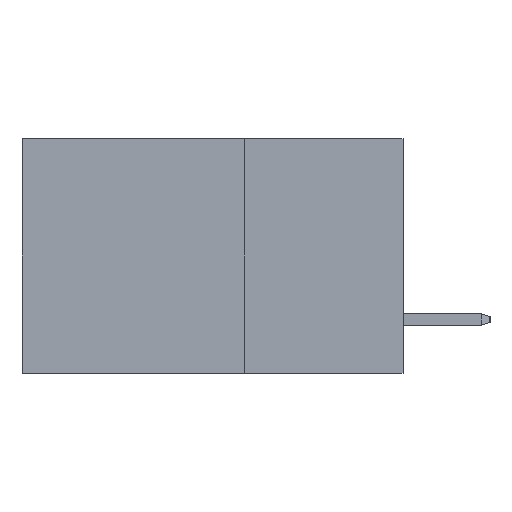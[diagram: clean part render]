
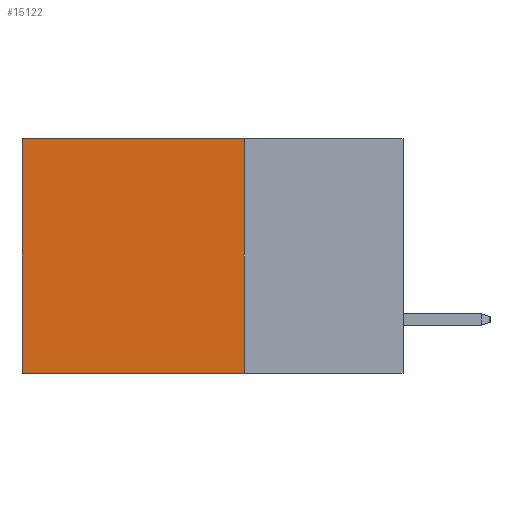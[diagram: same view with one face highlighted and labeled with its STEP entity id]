
A CAD part, left-side view. The second image highlights one B-rep face of the part: STEP entity #15122.
In plain terms, the highlighted planar face has unit normal (-1, 0, 0).
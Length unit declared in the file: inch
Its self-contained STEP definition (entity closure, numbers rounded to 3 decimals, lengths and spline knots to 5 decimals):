
#574 = EDGE_CURVE ( 'NONE', #17263, #13081, #10212, .T. ) ;
#1104 = ORIENTED_EDGE ( 'NONE', *, *, #13293, .T. ) ;
#1850 = DIRECTION ( 'NONE',  ( 0., 1., 0. ) ) ;
#3292 = ORIENTED_EDGE ( 'NONE', *, *, #574, .F. ) ;
#3597 = CARTESIAN_POINT ( 'NONE',  ( 0.2875, 0.6, 0. ) ) ;
#4972 = ORIENTED_EDGE ( 'NONE', *, *, #16533, .F. ) ;
#5247 = EDGE_LOOP ( 'NONE', ( #6936, #4972, #3292, #1104 ) ) ;
#5487 = CARTESIAN_POINT ( 'NONE',  ( 0.2875, 0.25, -0.37 ) ) ;
#6272 = CARTESIAN_POINT ( 'NONE',  ( 0.2875, 0.25, 0. ) ) ;
#6417 = VECTOR ( 'NONE', #7804, 39.37008 ) ;
#6936 = ORIENTED_EDGE ( 'NONE', *, *, #11014, .T. ) ;
#6943 = DIRECTION ( 'NONE',  ( 0., 0., -1. ) ) ;
#7804 = DIRECTION ( 'NONE',  ( 0., 0., -1. ) ) ;
#8059 = AXIS2_PLACEMENT_3D ( 'NONE', #6272, #8662, #11588 ) ;
#8588 = CARTESIAN_POINT ( 'NONE',  ( 0.2875, 0.25, 0. ) ) ;
#8662 = DIRECTION ( 'NONE',  ( 1., 0., 0. ) ) ;
#9453 = DIRECTION ( 'NONE',  ( 0., 1., 0. ) ) ;
#9925 = LINE ( 'NONE', #8588, #15339 ) ;
#10212 = LINE ( 'NONE', #15582, #6417 ) ;
#10282 = CARTESIAN_POINT ( 'NONE',  ( 0.2875, 0.25, -0.37 ) ) ;
#10487 = VERTEX_POINT ( 'NONE', #16801 ) ;
#10758 = LINE ( 'NONE', #10927, #12384 ) ;
#10927 = CARTESIAN_POINT ( 'NONE',  ( 0.2875, 0.6, 0. ) ) ;
#11014 = EDGE_CURVE ( 'NONE', #16964, #10487, #10758, .T. ) ;
#11588 = DIRECTION ( 'NONE',  ( 0., 0., -1. ) ) ;
#12384 = VECTOR ( 'NONE', #6943, 39.37008 ) ;
#12721 = PLANE ( 'NONE',  #8059 ) ;
#12887 = VECTOR ( 'NONE', #9453, 39.37008 ) ;
#12892 = FACE_OUTER_BOUND ( 'NONE', #5247, .T. ) ;
#13081 = VERTEX_POINT ( 'NONE', #5487 ) ;
#13293 = EDGE_CURVE ( 'NONE', #17263, #16964, #9925, .T. ) ;
#14102 = CARTESIAN_POINT ( 'NONE',  ( 0.2875, 0.25, 0. ) ) ;
#15122 = ADVANCED_FACE ( 'NONE', ( #12892 ), #12721, .F. ) ;
#15339 = VECTOR ( 'NONE', #1850, 39.37008 ) ;
#15582 = CARTESIAN_POINT ( 'NONE',  ( 0.2875, 0.25, 0. ) ) ;
#16152 = LINE ( 'NONE', #10282, #12887 ) ;
#16533 = EDGE_CURVE ( 'NONE', #13081, #10487, #16152, .T. ) ;
#16801 = CARTESIAN_POINT ( 'NONE',  ( 0.2875, 0.6, -0.37 ) ) ;
#16964 = VERTEX_POINT ( 'NONE', #3597 ) ;
#17263 = VERTEX_POINT ( 'NONE', #14102 ) ;
